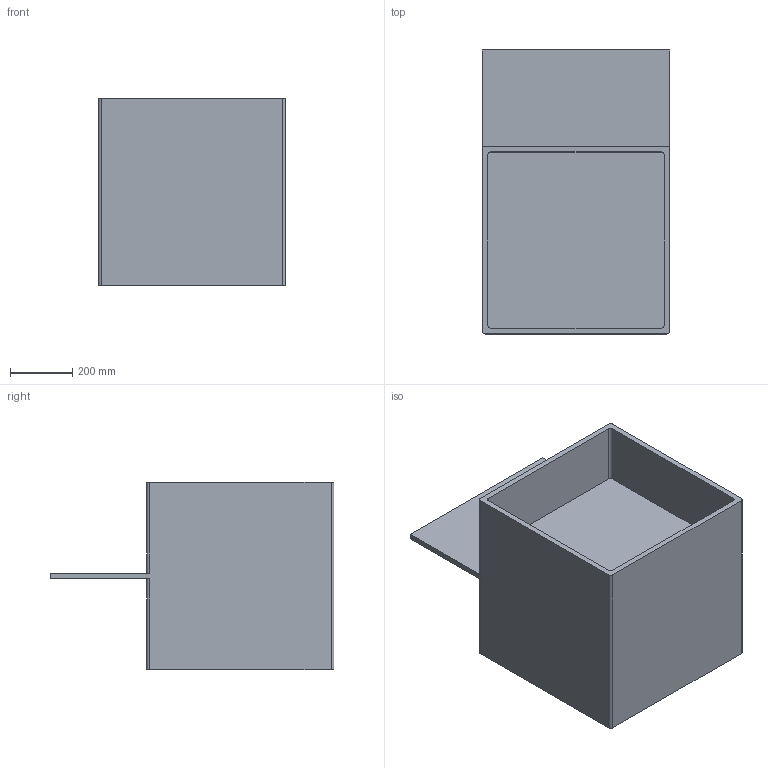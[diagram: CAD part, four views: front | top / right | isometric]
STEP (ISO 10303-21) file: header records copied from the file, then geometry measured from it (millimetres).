
FILE_DESCRIPTION(('Open CASCADE Model'),'2;1');
FILE_NAME('Open CASCADE Shape Model','2024-08-05T18:10:09',('Author'),( 'Open CASCADE'),'Open CASCADE STEP processor 7.7','Open CASCADE 7.7' ,'Unknown');
FILE_SCHEMA(('AUTOMOTIVE_DESIGN { 1 0 10303 214 1 1 1 1 }'));
Length unit declared in the file: millimetre
Products named in the file (1): Open CASCADE STEP translator 7.7 1
Bounding box: 600 x 909 x 600 mm (x, y, z)
Volume: 48424525.3 mm3; surface area: 5326353.7 mm2
Topology: 1 solids, 3 shells, 51 faces, 132 edges, 88 vertices
Faces by surface type: plane 31, cylinder 20
Entity records: 3298 total; most frequent: CARTESIAN_POINT 688, DIRECTION 478, LINE 272, VECTOR 272, ORIENTED_EDGE 264, PCURVE 264, DEFINITIONAL_REPRESENTATION 264, EDGE_CURVE 132
